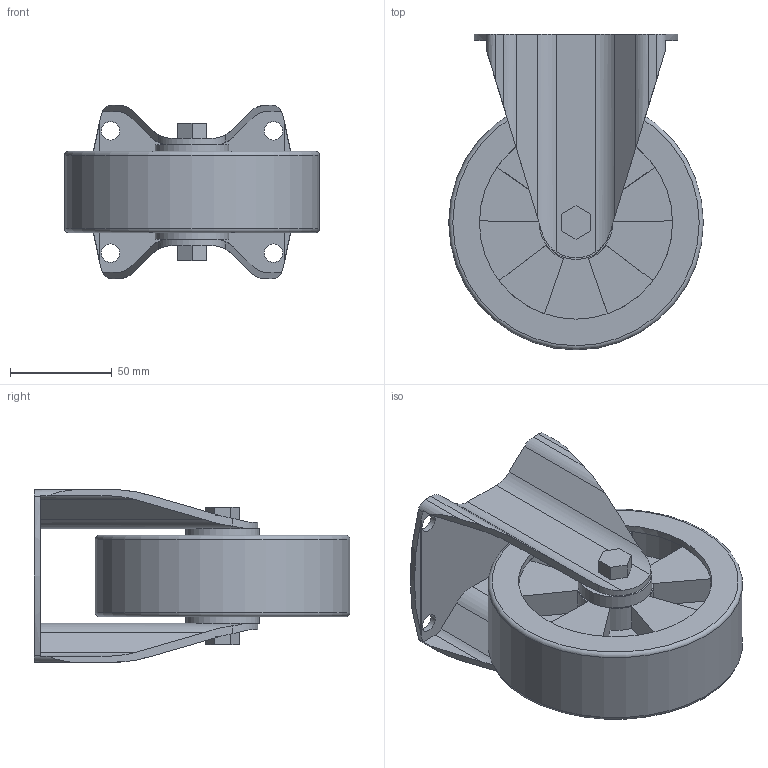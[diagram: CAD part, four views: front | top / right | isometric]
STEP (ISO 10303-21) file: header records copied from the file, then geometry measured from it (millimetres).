
FILE_DESCRIPTION(/* description */ ('STEP AP203'),/* implementation_level */ '2;1');
FILE_NAME(/* name */ 'K1767.1254010',/* time_stamp */ '2025-06-24T16:10:15+02:00',/* author */ ('License CC BY-ND 4.0'),/* organization */ ('CADENAS'),/* preprocessor_version */ 'ST-DEVELOPER v19.3',/* originating_system */ 'PARTsolutions',/* authorisation */ ' ');
FILE_SCHEMA (('CONFIG_CONTROL_DESIGN'));
Length unit declared in the file: millimetre
Products named in the file (1): K1767.1254010
Bounding box: 125 x 155 x 85 mm (x, y, z)
Volume: 446274.6 mm3; surface area: 98911.6 mm2
Topology: 1 solids, 1 shells, 146 faces, 391 edges, 256 vertices
Faces by surface type: plane 89, cylinder 55, torus 2
Full cylindrical faces by diameter (mm): 9 x4, 15 x2, 36.25 x2, 94.875 x2, 125 x1
Entity records: 4512 total; most frequent: CARTESIAN_POINT 797, DIRECTION 796, ORIENTED_EDGE 740, EDGE_CURVE 370, AXIS2_PLACEMENT_3D 287, VERTEX_POINT 248, LINE 222, VECTOR 222
